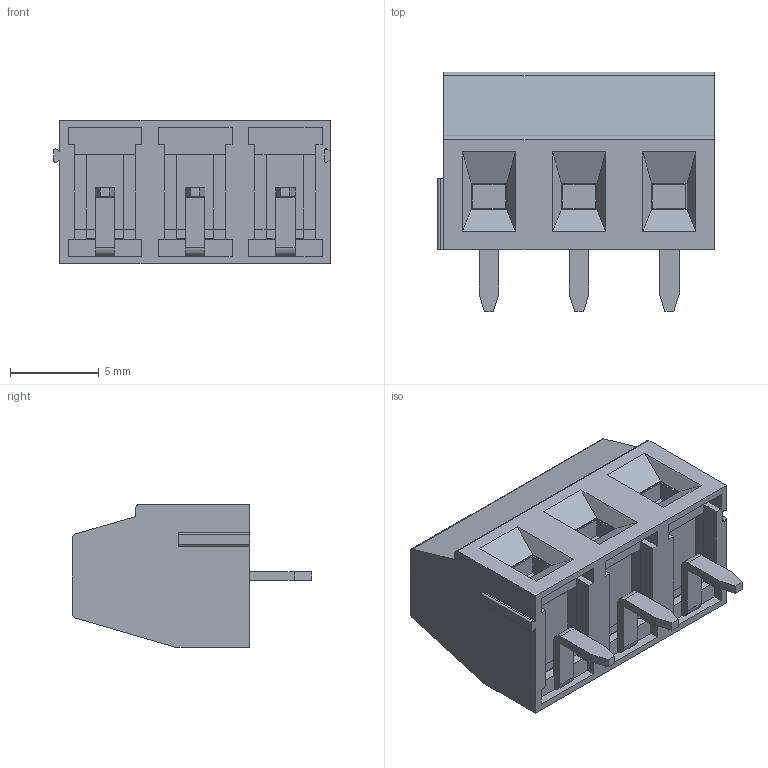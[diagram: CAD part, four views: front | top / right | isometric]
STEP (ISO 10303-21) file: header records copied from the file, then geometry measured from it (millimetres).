
FILE_DESCRIPTION (( 'STEP AP214' ), '1' );
FILE_NAME ('1729131.STEP', '2022-03-18T11:11:06', ( '' ), ( '' ), 'SwSTEP 2.0', 'SolidWorks 2018', '' );
FILE_SCHEMA (( 'AUTOMOTIVE_DESIGN' ));
Length unit declared in the file: millimetre
Products named in the file (1): 1729131
Bounding box: 15.59 x 13.5 x 8.1 mm (x, y, z)
Volume: 734.6 mm3; surface area: 1680.2 mm2
Topology: 4 solids, 4 shells, 357 faces, 942 edges, 620 vertices
Faces by surface type: plane 299, cylinder 52, torus 6
Entity records: 10995 total; most frequent: CARTESIAN_POINT 1920, ORIENTED_EDGE 1884, DIRECTION 1792, EDGE_CURVE 942, LINE 808, VECTOR 808, VERTEX_POINT 620, AXIS2_PLACEMENT_3D 492
